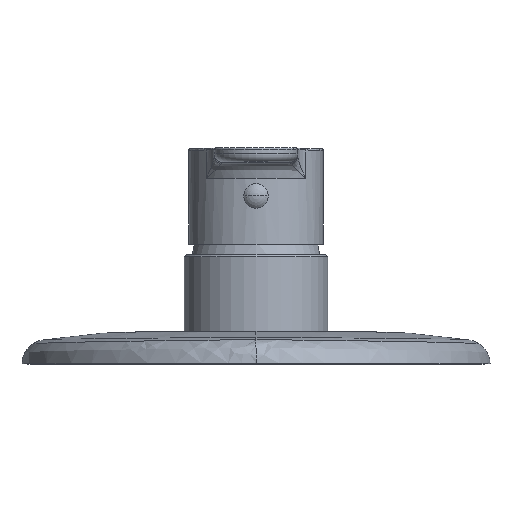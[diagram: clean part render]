
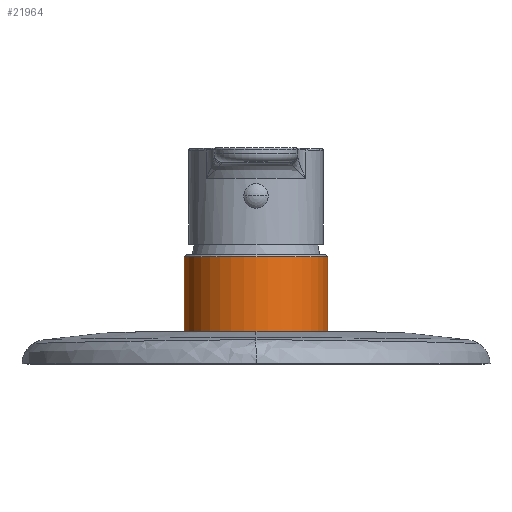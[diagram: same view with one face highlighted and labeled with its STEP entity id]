
A CAD part, top view. The second image highlights one B-rep face of the part: STEP entity #21964.
In plain terms, the highlighted cylindrical face has radius 22.4 mm (diameter 44.8 mm), a partial arc.
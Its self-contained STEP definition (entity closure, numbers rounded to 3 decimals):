
#5250=CARTESIAN_POINT('',(0.,39.2,0.));
#5251=DIRECTION('',(0.,-1.,0.));
#5252=DIRECTION('',(1.,0.,0.));
#5253=AXIS2_PLACEMENT_3D('',#5250,#5251,#5252);
#5255=CARTESIAN_POINT('',(0.,72.5,0.));
#5256=DIRECTION('',(0.,1.,0.));
#5257=DIRECTION('',(-1.,0.,0.));
#5258=AXIS2_PLACEMENT_3D('',#5255,#5256,#5257);
#5265=DIRECTION('',(0.,1.,0.));
#5266=VECTOR('',#5265,33.3);
#5267=CARTESIAN_POINT('',(22.4,39.2,0.));
#5268=LINE('',#5267,#5266);
#5274=DIRECTION('',(0.,1.,0.));
#5275=VECTOR('',#5274,33.3);
#5276=CARTESIAN_POINT('',(-22.4,39.2,0.));
#5277=LINE('',#5276,#5275);
#12674=CARTESIAN_POINT('',(22.4,72.5,0.));
#12675=CARTESIAN_POINT('',(-22.4,72.5,0.));
#12676=VERTEX_POINT('',#12674);
#12677=VERTEX_POINT('',#12675);
#12690=CARTESIAN_POINT('',(22.4,39.2,0.));
#12691=CARTESIAN_POINT('',(-22.4,39.2,0.));
#12692=VERTEX_POINT('',#12690);
#12693=VERTEX_POINT('',#12691);
#21950=CARTESIAN_POINT('',(0.,75.45,0.));
#21951=DIRECTION('',(0.,-1.,0.));
#21952=DIRECTION('',(-1.,0.,0.));
#21953=AXIS2_PLACEMENT_3D('',#21950,#21951,#21952);
#21954=CYLINDRICAL_SURFACE('',#21953,22.4);
#21956=ORIENTED_EDGE('',*,*,#21955,.T.);
#21958=ORIENTED_EDGE('',*,*,#21957,.T.);
#21959=ORIENTED_EDGE('',*,*,#21937,.T.);
#21961=ORIENTED_EDGE('',*,*,#21960,.F.);
#21962=EDGE_LOOP('',(#21956,#21958,#21959,#21961));
#21963=FACE_OUTER_BOUND('',#21962,.F.);
#21964=ADVANCED_FACE('',(#21963),#21954,.T.);
#5254=CIRCLE('',#5253,22.4);
#5259=CIRCLE('',#5258,22.4);
#21937=EDGE_CURVE('',#12677,#12676,#5259,.T.);
#21955=EDGE_CURVE('',#12692,#12693,#5254,.T.);
#21957=EDGE_CURVE('',#12693,#12677,#5277,.T.);
#21960=EDGE_CURVE('',#12692,#12676,#5268,.T.);
